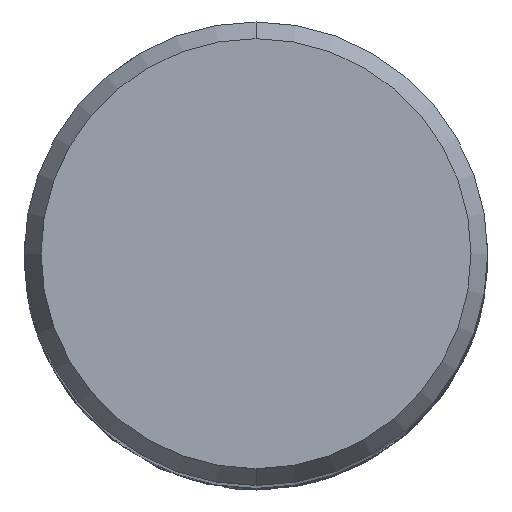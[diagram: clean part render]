
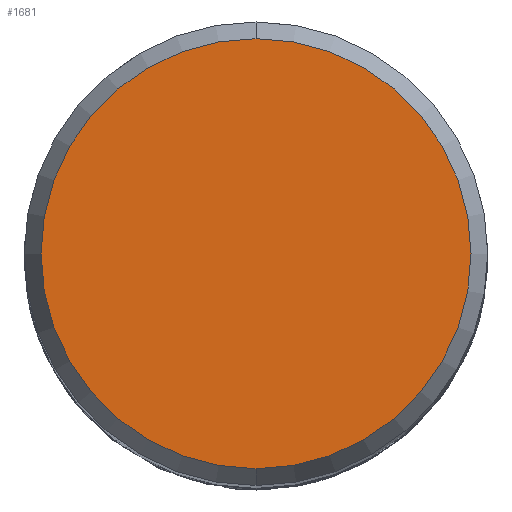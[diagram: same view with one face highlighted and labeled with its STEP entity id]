
A CAD part, top view. The second image highlights one B-rep face of the part: STEP entity #1681.
In plain terms, the highlighted planar face has unit normal (0, 0, 1).
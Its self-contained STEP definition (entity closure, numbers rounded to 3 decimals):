
#913=EDGE_CURVE('',#1963,#1887,#2355,.T.);
#1681=ADVANCED_FACE('',(#3197),#3198,.T.);
#1887=VERTEX_POINT('',#3421);
#1963=VERTEX_POINT('',#3503);
#2071=EDGE_CURVE('',#1887,#1963,#3620,.T.);
#2355=CIRCLE('',#5854,7.423);
#3197=FACE_OUTER_BOUND('',#15799,.T.);
#3198=PLANE('',#15800);
#3421=CARTESIAN_POINT('',(0.0,7.423,0.0));
#3503=CARTESIAN_POINT('',(0.,-7.423,0.0));
#3620=CIRCLE('',#20475,7.423);
#5854=AXIS2_PLACEMENT_3D('',#21275,#21276,#21277);
#15799=EDGE_LOOP('',(#22137,#22138));
#15800=AXIS2_PLACEMENT_3D('',#22139,#22140,#22141);
#20475=AXIS2_PLACEMENT_3D('',#22524,#22525,#22526);
#21275=CARTESIAN_POINT('',(0.0,0.0,0.0));
#21276=DIRECTION('',(0.0,0.0,-1.0));
#21277=DIRECTION('',(0.0,1.0,0.0));
#22137=ORIENTED_EDGE('',*,*,#2071,.F.);
#22138=ORIENTED_EDGE('',*,*,#913,.F.);
#22139=CARTESIAN_POINT('',(0.0,3.711,0.0));
#22140=DIRECTION('',(-0.0,0.0,1.0));
#22141=DIRECTION('',(0.0,-1.0,0.0));
#22524=CARTESIAN_POINT('',(0.0,0.0,0.0));
#22525=DIRECTION('',(0.0,0.0,-1.0));
#22526=DIRECTION('',(0.0,1.0,0.0));
